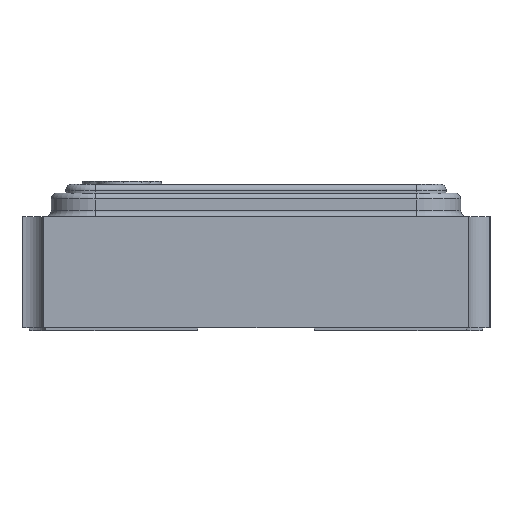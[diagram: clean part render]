
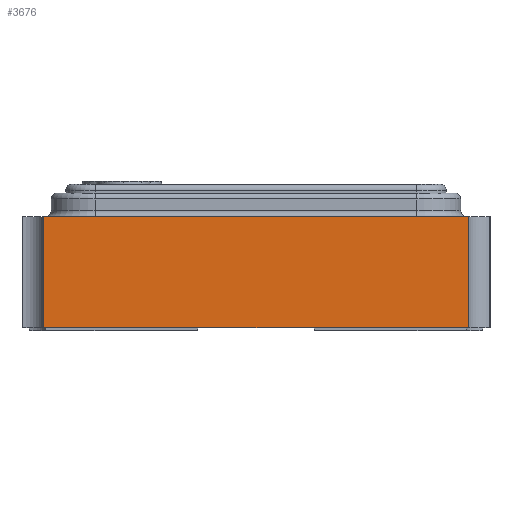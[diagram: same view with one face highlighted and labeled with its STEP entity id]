
A CAD part, left-side view. The second image highlights one B-rep face of the part: STEP entity #3676.
In plain terms, the highlighted planar face has unit normal (-1, 0, 0).
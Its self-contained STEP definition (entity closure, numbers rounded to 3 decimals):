
#219 = LINE ( 'NONE', #5989, #6920 ) ;
#1452 = LINE ( 'NONE', #9834, #14894 ) ;
#2441 = DIRECTION ( 'NONE',  ( 1., 0., 0. ) ) ;
#2624 = DIRECTION ( 'NONE',  ( 0., 1., 0. ) ) ;
#3056 = VERTEX_POINT ( 'NONE', #5076 ) ;
#3237 = CARTESIAN_POINT ( 'NONE',  ( -1., -0.725, 0. ) ) ;
#3676 = ADVANCED_FACE ( 'NONE', ( #12356 ), #10850, .F. ) ;
#3873 = ORIENTED_EDGE ( 'NONE', *, *, #10421, .T. ) ;
#4079 = EDGE_CURVE ( 'NONE', #14125, #10936, #219, .T. ) ;
#4474 = LINE ( 'NONE', #16910, #15101 ) ;
#5076 = CARTESIAN_POINT ( 'NONE',  ( -1., -0.725, 0.38 ) ) ;
#5475 = EDGE_CURVE ( 'NONE', #8064, #3056, #13084, .T. ) ;
#5685 = ORIENTED_EDGE ( 'NONE', *, *, #12624, .F. ) ;
#5989 = CARTESIAN_POINT ( 'NONE',  ( -1., 0.725, 0. ) ) ;
#6920 = VECTOR ( 'NONE', #10237, 1000. ) ;
#7353 = DIRECTION ( 'NONE',  ( 0., -1., 0. ) ) ;
#7388 = DIRECTION ( 'NONE',  ( 0., 0., 1. ) ) ;
#7787 = AXIS2_PLACEMENT_3D ( 'NONE', #7855, #2441, #2624 ) ;
#7808 = CARTESIAN_POINT ( 'NONE',  ( -1., 0.725, 0. ) ) ;
#7855 = CARTESIAN_POINT ( 'NONE',  ( -1., 0.8, 0.38 ) ) ;
#8064 = VERTEX_POINT ( 'NONE', #9419 ) ;
#9018 = EDGE_LOOP ( 'NONE', ( #5685, #12256, #3873, #12627 ) ) ;
#9419 = CARTESIAN_POINT ( 'NONE',  ( -1., -0.725, 0. ) ) ;
#9746 = DIRECTION ( 'NONE',  ( 0., -1., 0. ) ) ;
#9834 = CARTESIAN_POINT ( 'NONE',  ( -1., 0.8, 0. ) ) ;
#10237 = DIRECTION ( 'NONE',  ( 0., 0., -1. ) ) ;
#10421 = EDGE_CURVE ( 'NONE', #10936, #8064, #1452, .T. ) ;
#10850 = PLANE ( 'NONE',  #7787 ) ;
#10936 = VERTEX_POINT ( 'NONE', #7808 ) ;
#11749 = VECTOR ( 'NONE', #7388, 1000. ) ;
#12256 = ORIENTED_EDGE ( 'NONE', *, *, #4079, .T. ) ;
#12356 = FACE_OUTER_BOUND ( 'NONE', #9018, .T. ) ;
#12624 = EDGE_CURVE ( 'NONE', #14125, #3056, #4474, .T. ) ;
#12627 = ORIENTED_EDGE ( 'NONE', *, *, #5475, .T. ) ;
#13084 = LINE ( 'NONE', #3237, #11749 ) ;
#14125 = VERTEX_POINT ( 'NONE', #16774 ) ;
#14894 = VECTOR ( 'NONE', #9746, 1000. ) ;
#15101 = VECTOR ( 'NONE', #7353, 1000. ) ;
#16774 = CARTESIAN_POINT ( 'NONE',  ( -1., 0.725, 0.38 ) ) ;
#16910 = CARTESIAN_POINT ( 'NONE',  ( -1., 0.8, 0.38 ) ) ;
